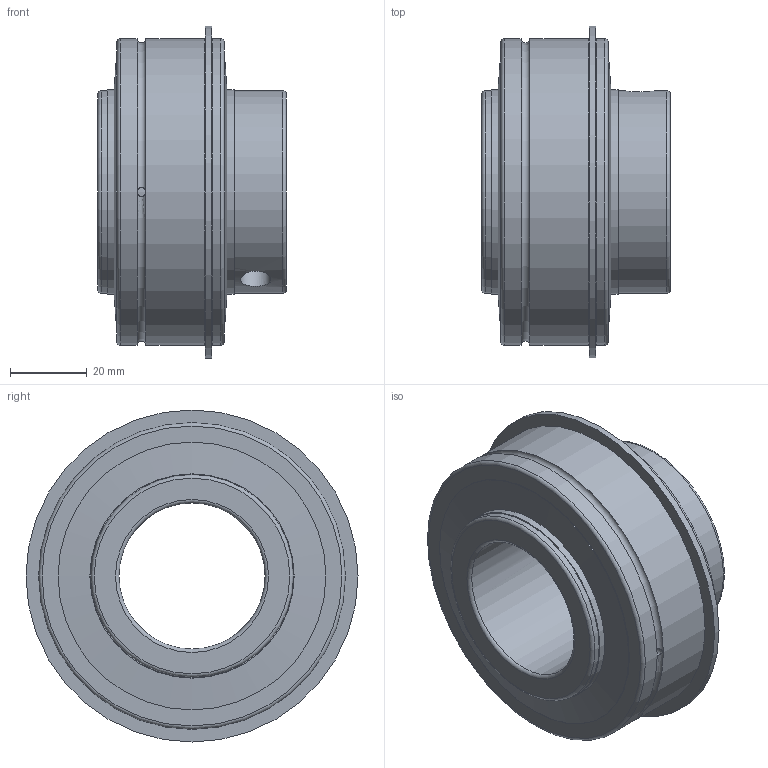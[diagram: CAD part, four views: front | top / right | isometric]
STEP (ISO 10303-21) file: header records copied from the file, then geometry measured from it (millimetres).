
FILE_DESCRIPTION(/* description */ ('Alibre Inc.'),/* implementation_level */ '2;1');
FILE_NAME(/* name */ 'export0',/* time_stamp */ '2018-06-22T09:45:37-07:00',/* author */ (''),/* organization */ (''),/* preprocessor_version */ 'ST-DEVELOPER v14',/* originating_system */ 'Alibre',/* authorisation */ '');
FILE_SCHEMA (('AUTOMOTIVE_DESIGN'));
Length unit declared in the file: centimetre
Bounding box: 49.2 x 86.59 x 86.59 mm (x, y, z)
Volume: 90718 mm3; surface area: 47268.7 mm2
Topology: 17 solids, 17 shells, 57 faces, 137 edges, 85 vertices
Faces by surface type: cylinder 21, sphere 12, torus 10, plane 10, cone 4
Full cylindrical faces by diameter (mm): 2.286 x2, 7.938 x2, 38.1 x1, 52.781 x4, 53.289 x2, 69.85 x4, 77.14 x2, 80 x3, 86.589 x1
Entity records: 1542 total; most frequent: CARTESIAN_POINT 536, DIRECTION 178, ORIENTED_EDGE 108, FACE_BOUND 106, AXIS2_PLACEMENT_3D 98, EDGE_LOOP 94, VERTEX_POINT 62, ADVANCED_FACE 57
